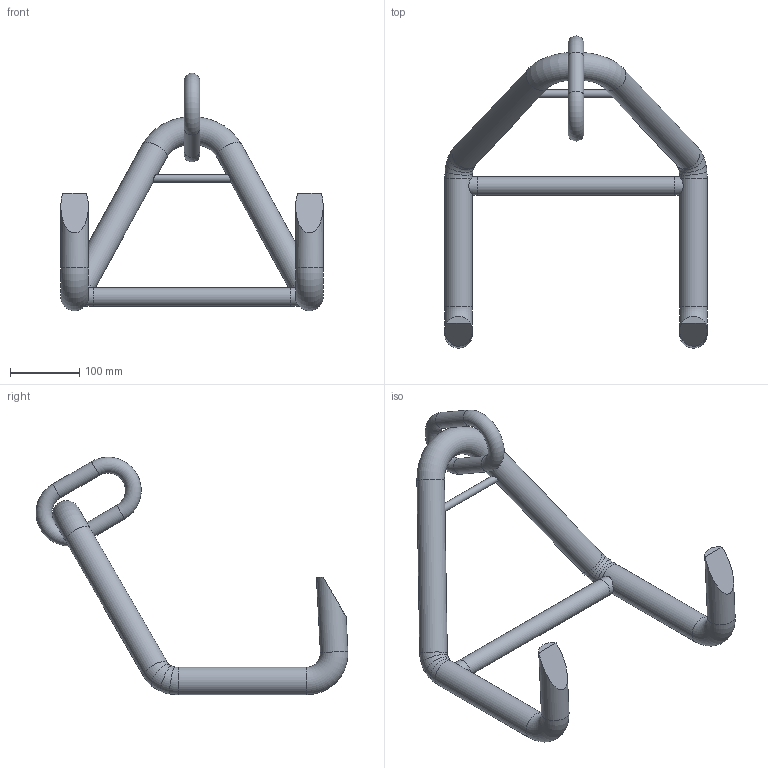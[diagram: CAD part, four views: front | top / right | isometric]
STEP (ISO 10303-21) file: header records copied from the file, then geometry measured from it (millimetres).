
FILE_DESCRIPTION(/* description */ (''),/* implementation_level */ '2;1');
FILE_NAME(/* name */ 'pewag_GHW_10',/* time_stamp */ '2010-05-25T13:44:03+02:00',/* author */ (''),/* organization */ (''),/* preprocessor_version */ 'ST-DEVELOPER v9',/* originating_system */ 'UGS - NX 4.0',/* authorisation */ '');
FILE_SCHEMA (('AUTOMOTIVE_DESIGN { 1 0 10303 214 1 1 1 1 }'));
Length unit declared in the file: millimetre
Products named in the file (1): rit308Bykxw
Bounding box: 380 x 451.37 x 343.88 mm (x, y, z)
Volume: 2079391.1 mm3; surface area: 239395.6 mm2
Topology: 5 solids, 5 shells, 43 faces, 81 edges, 46 vertices
Faces by surface type: cylinder 14, torus 13, plane 12, cone 4
Full cylindrical faces by diameter (mm): 11 x1, 23 x2, 27 x3, 40 x6
Entity records: 1008 total; most frequent: CARTESIAN_POINT 218, DIRECTION 168, ORIENTED_EDGE 96, AXIS2_PLACEMENT_3D 80, EDGE_LOOP 74, FACE_BOUND 56, EDGE_CURVE 48, ADVANCED_FACE 43
